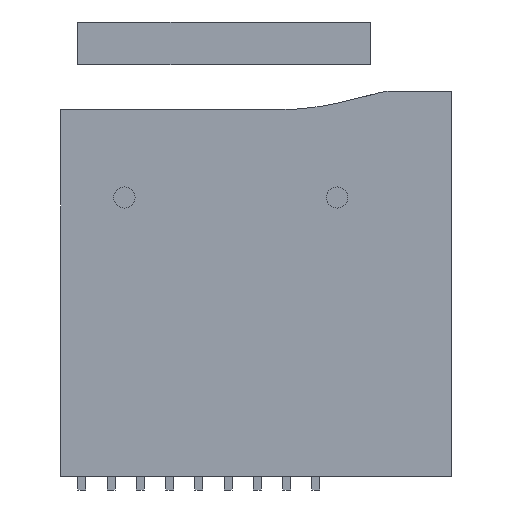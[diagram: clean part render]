
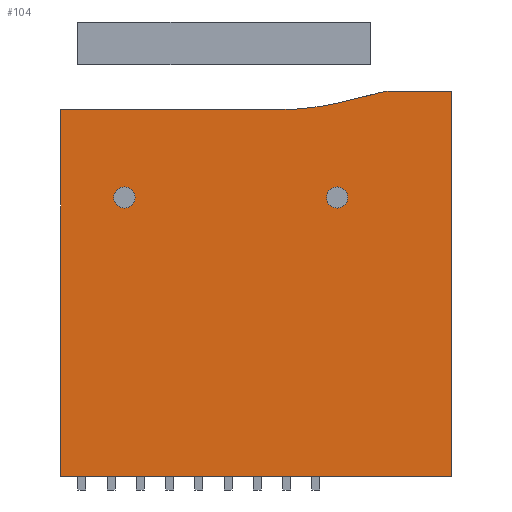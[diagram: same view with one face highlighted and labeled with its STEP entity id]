
A CAD part, front view. The second image highlights one B-rep face of the part: STEP entity #104.
In plain terms, the highlighted planar face has unit normal (0, -1, 0).
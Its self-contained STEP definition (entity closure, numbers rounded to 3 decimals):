
#50 = DIRECTION ( 'NONE',  ( 0., 0., 1. ) ) ;
#65 = AXIS2_PLACEMENT_3D ( 'NONE', #655, #1181, #462 ) ;
#104 = ADVANCED_FACE ( 'NONE', ( #2216, #845, #833 ), #464, .F. ) ;
#127 = AXIS2_PLACEMENT_3D ( 'NONE', #1833, #2036, #302 ) ;
#142 = VERTEX_POINT ( 'NONE', #1397 ) ;
#161 = AXIS2_PLACEMENT_3D ( 'NONE', #290, #1799, #2140 ) ;
#196 = CARTESIAN_POINT ( 'NONE',  ( 0., 0., 0. ) ) ;
#220 = DIRECTION ( 'NONE',  ( 0., -1., 0. ) ) ;
#248 = LINE ( 'NONE', #1979, #1160 ) ;
#268 = EDGE_CURVE ( 'NONE', #142, #1983, #2060, .T. ) ;
#290 = CARTESIAN_POINT ( 'NONE',  ( 8.207, 0., 23.8 ) ) ;
#297 = VECTOR ( 'NONE', #630, 1000. ) ;
#299 = VERTEX_POINT ( 'NONE', #1810 ) ;
#302 = DIRECTION ( 'NONE',  ( 0., 0., 1. ) ) ;
#321 = EDGE_CURVE ( 'NONE', #2013, #1895, #248, .T. ) ;
#354 = CARTESIAN_POINT ( 'NONE',  ( 0., 0., 0. ) ) ;
#454 = VERTEX_POINT ( 'NONE', #2021 ) ;
#462 = DIRECTION ( 'NONE',  ( 0., 0., 1. ) ) ;
#464 = PLANE ( 'NONE',  #127 ) ;
#470 = EDGE_CURVE ( 'NONE', #1983, #142, #1607, .T. ) ;
#488 = EDGE_CURVE ( 'NONE', #454, #496, #661, .T. ) ;
#496 = VERTEX_POINT ( 'NONE', #512 ) ;
#502 = CARTESIAN_POINT ( 'NONE',  ( 0., 0., 13.8 ) ) ;
#512 = CARTESIAN_POINT ( 'NONE',  ( 12.48, 0., 14.5 ) ) ;
#525 = AXIS2_PLACEMENT_3D ( 'NONE', #1756, #220, #2127 ) ;
#554 = EDGE_CURVE ( 'NONE', #299, #601, #1690, .T. ) ;
#560 = CIRCLE ( 'NONE', #161, 10. ) ;
#601 = VERTEX_POINT ( 'NONE', #1404 ) ;
#607 = CARTESIAN_POINT ( 'NONE',  ( 2.4, 0., 10.5 ) ) ;
#618 = CARTESIAN_POINT ( 'NONE',  ( 14.7, 0., 14.5 ) ) ;
#630 = DIRECTION ( 'NONE',  ( 1., 0., 0. ) ) ;
#631 = DIRECTION ( 'NONE',  ( 0., -1., 0. ) ) ;
#640 = LINE ( 'NONE', #1515, #954 ) ;
#643 = DIRECTION ( 'NONE',  ( 0., 0., 1. ) ) ;
#644 = CARTESIAN_POINT ( 'NONE',  ( 12.48, 0., 14.5 ) ) ;
#645 = VERTEX_POINT ( 'NONE', #354 ) ;
#650 = EDGE_CURVE ( 'NONE', #645, #299, #1219, .T. ) ;
#653 = VERTEX_POINT ( 'NONE', #872 ) ;
#655 = CARTESIAN_POINT ( 'NONE',  ( 10.4, 0., 10.5 ) ) ;
#657 = ORIENTED_EDGE ( 'NONE', *, *, #650, .F. ) ;
#661 = CIRCLE ( 'NONE', #1227, 2. ) ;
#724 = CARTESIAN_POINT ( 'NONE',  ( 2.4, 0., 10.5 ) ) ;
#726 = ORIENTED_EDGE ( 'NONE', *, *, #1489, .F. ) ;
#727 = CIRCLE ( 'NONE', #1873, 0.4 ) ;
#732 = CIRCLE ( 'NONE', #1795, 0.4 ) ;
#736 = CARTESIAN_POINT ( 'NONE',  ( 0., 0., 0. ) ) ;
#737 = ORIENTED_EDGE ( 'NONE', *, *, #321, .F. ) ;
#767 = ORIENTED_EDGE ( 'NONE', *, *, #268, .F. ) ;
#830 = ORIENTED_EDGE ( 'NONE', *, *, #2052, .F. ) ;
#833 = FACE_OUTER_BOUND ( 'NONE', #1896, .T. ) ;
#839 = VECTOR ( 'NONE', #1937, 1000. ) ;
#845 = FACE_BOUND ( 'NONE', #1340, .T. ) ;
#855 = EDGE_CURVE ( 'NONE', #1770, #454, #640, .T. ) ;
#872 = CARTESIAN_POINT ( 'NONE',  ( 2.4, 0., 10.9 ) ) ;
#887 = CARTESIAN_POINT ( 'NONE',  ( 14.7, 0., 0. ) ) ;
#910 = EDGE_LOOP ( 'NONE', ( #767, #1093 ) ) ;
#954 = VECTOR ( 'NONE', #1974, 1000. ) ;
#962 = CARTESIAN_POINT ( 'NONE',  ( 2.4, 0., 10.1 ) ) ;
#1044 = CARTESIAN_POINT ( 'NONE',  ( 10.64, 0., 14.1 ) ) ;
#1093 = ORIENTED_EDGE ( 'NONE', *, *, #470, .F. ) ;
#1160 = VECTOR ( 'NONE', #1276, 1000. ) ;
#1181 = DIRECTION ( 'NONE',  ( 0., -1., 0. ) ) ;
#1219 = LINE ( 'NONE', #196, #1547 ) ;
#1227 = AXIS2_PLACEMENT_3D ( 'NONE', #1493, #1847, #643 ) ;
#1276 = DIRECTION ( 'NONE',  ( 0., 0., -1. ) ) ;
#1301 = ORIENTED_EDGE ( 'NONE', *, *, #1987, .F. ) ;
#1321 = DIRECTION ( 'NONE',  ( 1., 0., 0. ) ) ;
#1340 = EDGE_LOOP ( 'NONE', ( #1301, #726 ) ) ;
#1341 = ORIENTED_EDGE ( 'NONE', *, *, #855, .F. ) ;
#1397 = CARTESIAN_POINT ( 'NONE',  ( 10.4, 0., 10.9 ) ) ;
#1404 = CARTESIAN_POINT ( 'NONE',  ( 8.207, 0., 13.8 ) ) ;
#1484 = ORIENTED_EDGE ( 'NONE', *, *, #1521, .F. ) ;
#1489 = EDGE_CURVE ( 'NONE', #2029, #653, #732, .T. ) ;
#1493 = CARTESIAN_POINT ( 'NONE',  ( 12.48, 0., 12.5 ) ) ;
#1515 = CARTESIAN_POINT ( 'NONE',  ( 10.64, 0., 14.1 ) ) ;
#1521 = EDGE_CURVE ( 'NONE', #1895, #645, #1788, .T. ) ;
#1547 = VECTOR ( 'NONE', #1897, 1000. ) ;
#1577 = ORIENTED_EDGE ( 'NONE', *, *, #554, .F. ) ;
#1594 = DIRECTION ( 'NONE',  ( 0., -1., 0. ) ) ;
#1606 = EDGE_CURVE ( 'NONE', #601, #1770, #560, .T. ) ;
#1607 = CIRCLE ( 'NONE', #65, 0.4 ) ;
#1655 = CARTESIAN_POINT ( 'NONE',  ( 10.4, 0., 10.1 ) ) ;
#1690 = LINE ( 'NONE', #502, #297 ) ;
#1756 = CARTESIAN_POINT ( 'NONE',  ( 10.4, 0., 10.5 ) ) ;
#1770 = VERTEX_POINT ( 'NONE', #1044 ) ;
#1788 = LINE ( 'NONE', #736, #839 ) ;
#1795 = AXIS2_PLACEMENT_3D ( 'NONE', #724, #1594, #50 ) ;
#1799 = DIRECTION ( 'NONE',  ( 0., -1., 0. ) ) ;
#1810 = CARTESIAN_POINT ( 'NONE',  ( 0., 0., 13.8 ) ) ;
#1833 = CARTESIAN_POINT ( 'NONE',  ( 8.207, 0., 23.8 ) ) ;
#1847 = DIRECTION ( 'NONE',  ( 0., 1., 0. ) ) ;
#1869 = ORIENTED_EDGE ( 'NONE', *, *, #488, .F. ) ;
#1873 = AXIS2_PLACEMENT_3D ( 'NONE', #607, #631, #1966 ) ;
#1895 = VERTEX_POINT ( 'NONE', #887 ) ;
#1896 = EDGE_LOOP ( 'NONE', ( #657, #1484, #737, #830, #1869, #1341, #2155, #1577 ) ) ;
#1897 = DIRECTION ( 'NONE',  ( 0., 0., 1. ) ) ;
#1937 = DIRECTION ( 'NONE',  ( -1., 0., 0. ) ) ;
#1939 = VECTOR ( 'NONE', #1321, 1000. ) ;
#1966 = DIRECTION ( 'NONE',  ( 0., 0., 1. ) ) ;
#1974 = DIRECTION ( 'NONE',  ( 0.97, 0., 0.243 ) ) ;
#1979 = CARTESIAN_POINT ( 'NONE',  ( 14.7, 0., 0. ) ) ;
#1983 = VERTEX_POINT ( 'NONE', #1655 ) ;
#1987 = EDGE_CURVE ( 'NONE', #653, #2029, #727, .T. ) ;
#2013 = VERTEX_POINT ( 'NONE', #618 ) ;
#2021 = CARTESIAN_POINT ( 'NONE',  ( 11.993, 0., 14.44 ) ) ;
#2029 = VERTEX_POINT ( 'NONE', #962 ) ;
#2036 = DIRECTION ( 'NONE',  ( 0., 1., 0. ) ) ;
#2052 = EDGE_CURVE ( 'NONE', #496, #2013, #2176, .T. ) ;
#2060 = CIRCLE ( 'NONE', #525, 0.4 ) ;
#2127 = DIRECTION ( 'NONE',  ( 0., 0., 1. ) ) ;
#2140 = DIRECTION ( 'NONE',  ( 0., 0., 1. ) ) ;
#2155 = ORIENTED_EDGE ( 'NONE', *, *, #1606, .F. ) ;
#2176 = LINE ( 'NONE', #644, #1939 ) ;
#2216 = FACE_BOUND ( 'NONE', #910, .T. ) ;
